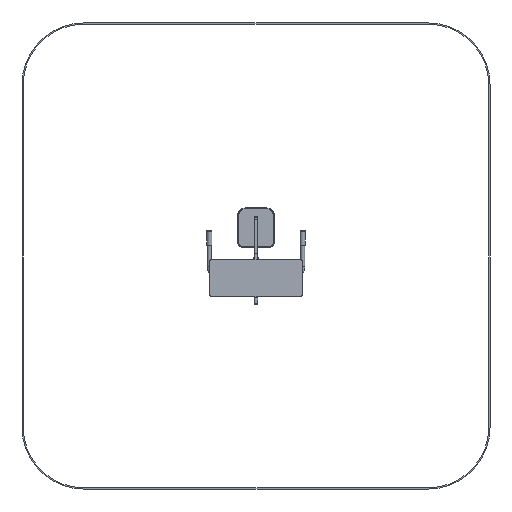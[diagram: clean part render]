
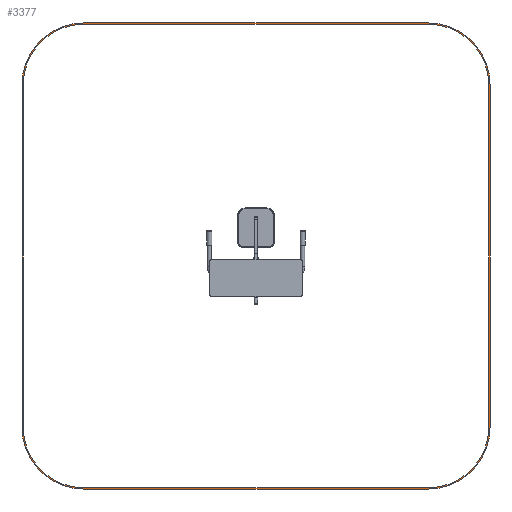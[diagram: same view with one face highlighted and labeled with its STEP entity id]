
A CAD part, front view. The second image highlights one B-rep face of the part: STEP entity #3377.
In plain terms, the highlighted planar face has unit normal (0, -1, 0).
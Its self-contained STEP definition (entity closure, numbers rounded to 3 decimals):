
#3377=ADVANCED_FACE('',(#7932,#7934),#7936,.T.);
#7932=FACE_BOUND('',#7933,.T.);
#7933=EDGE_LOOP('',(#12675,#12676,#12677,#12678,#12679,#12680,#12681,#12682));
#7934=FACE_BOUND('',#7935,.T.);
#7935=EDGE_LOOP('',(#12683,#12684,#12685,#12686,#12687,#12688,#12689,#12690));
#7936=PLANE('',#7937);
#7937=AXIS2_PLACEMENT_3D('',#7938,#7939,#7940);
#7938=CARTESIAN_POINT('',(0.,242.,0.));
#7939=DIRECTION('',(0.,-1.,0.));
#7940=DIRECTION('',(-1.,0.,0.));
#12675=ORIENTED_EDGE('',*,*,#15049,.T.);
#12676=ORIENTED_EDGE('',*,*,#15053,.T.);
#12677=ORIENTED_EDGE('',*,*,#15056,.T.);
#12678=ORIENTED_EDGE('',*,*,#15059,.T.);
#12679=ORIENTED_EDGE('',*,*,#15062,.T.);
#12680=ORIENTED_EDGE('',*,*,#15065,.T.);
#12681=ORIENTED_EDGE('',*,*,#15068,.T.);
#12682=ORIENTED_EDGE('',*,*,#15070,.T.);
#12683=ORIENTED_EDGE('',*,*,#15073,.T.);
#12684=ORIENTED_EDGE('',*,*,#15077,.T.);
#12685=ORIENTED_EDGE('',*,*,#15080,.T.);
#12686=ORIENTED_EDGE('',*,*,#15083,.T.);
#12687=ORIENTED_EDGE('',*,*,#15086,.T.);
#12688=ORIENTED_EDGE('',*,*,#15089,.T.);
#12689=ORIENTED_EDGE('',*,*,#15092,.T.);
#12690=ORIENTED_EDGE('',*,*,#15094,.T.);
#15049=EDGE_CURVE('',#16270,#16268,#16271,.T.);
#15053=EDGE_CURVE('',#16268,#16275,#16277,.T.);
#15056=EDGE_CURVE('',#16275,#16280,#16282,.T.);
#15059=EDGE_CURVE('',#16280,#16285,#16287,.T.);
#15062=EDGE_CURVE('',#16285,#16290,#16292,.T.);
#15065=EDGE_CURVE('',#16290,#16295,#16297,.T.);
#15068=EDGE_CURVE('',#16295,#16300,#16302,.T.);
#15070=EDGE_CURVE('',#16300,#16270,#16304,.T.);
#15073=EDGE_CURVE('',#16310,#16308,#16311,.T.);
#15077=EDGE_CURVE('',#16308,#16315,#16317,.T.);
#15080=EDGE_CURVE('',#16315,#16320,#16322,.T.);
#15083=EDGE_CURVE('',#16320,#16325,#16327,.T.);
#15086=EDGE_CURVE('',#16325,#16330,#16332,.T.);
#15089=EDGE_CURVE('',#16330,#16335,#16337,.T.);
#15092=EDGE_CURVE('',#16335,#16340,#16342,.T.);
#15094=EDGE_CURVE('',#16340,#16310,#16344,.T.);
#16268=VERTEX_POINT('',#18324);
#16270=VERTEX_POINT('',#18328);
#16271=CIRCLE('',#18329,500.);
#16275=VERTEX_POINT('',#18340);
#16277=LINE('',#18344,#18345);
#16280=VERTEX_POINT('',#18352);
#16282=CIRCLE('',#18356,500.);
#16285=VERTEX_POINT('',#18364);
#16287=LINE('',#18368,#18369);
#16290=VERTEX_POINT('',#18376);
#16292=CIRCLE('',#18380,500.);
#16295=VERTEX_POINT('',#18388);
#16297=LINE('',#18392,#18393);
#16300=VERTEX_POINT('',#18400);
#16302=CIRCLE('',#18404,500.);
#16304=LINE('',#18411,#18412);
#16308=VERTEX_POINT('',#18419);
#16310=VERTEX_POINT('',#18423);
#16311=LINE('',#18424,#18425);
#16315=VERTEX_POINT('',#18435);
#16317=CIRCLE('',#18439,490.);
#16320=VERTEX_POINT('',#18447);
#16322=LINE('',#18451,#18452);
#16325=VERTEX_POINT('',#18459);
#16327=CIRCLE('',#18463,490.);
#16330=VERTEX_POINT('',#18471);
#16332=LINE('',#18475,#18476);
#16335=VERTEX_POINT('',#18483);
#16337=CIRCLE('',#18487,490.);
#16340=VERTEX_POINT('',#18495);
#16342=LINE('',#18499,#18500);
#16344=CIRCLE('',#18506,490.);
#18324=CARTESIAN_POINT('',(-2934.517,242.,583.523));
#18328=CARTESIAN_POINT('',(-2434.517,242.,1083.523));
#18329=AXIS2_PLACEMENT_3D('',#18330,#18331,#18332);
#18330=CARTESIAN_POINT('',(-2434.517,242.,583.523));
#18331=DIRECTION('',(0.,-1.,0.));
#18332=DIRECTION('',(0.,0.,1.));
#18340=CARTESIAN_POINT('',(-2934.517,242.,-2196.283));
#18344=CARTESIAN_POINT('',(-2934.517,242.,583.523));
#18345=VECTOR('',#18346,1.);
#18346=DIRECTION('',(0.,0.,-1.));
#18352=CARTESIAN_POINT('',(-2434.517,242.,-2696.283));
#18356=AXIS2_PLACEMENT_3D('',#18357,#18358,#18359);
#18357=CARTESIAN_POINT('',(-2434.517,242.,-2196.283));
#18358=DIRECTION('',(0.,-1.,0.));
#18359=DIRECTION('',(-1.,0.,0.));
#18364=CARTESIAN_POINT('',(361.483,242.,-2696.283));
#18368=CARTESIAN_POINT('',(-2434.517,242.,-2696.283));
#18369=VECTOR('',#18370,1.);
#18370=DIRECTION('',(1.,0.,0.));
#18376=CARTESIAN_POINT('',(861.483,242.,-2196.283));
#18380=AXIS2_PLACEMENT_3D('',#18381,#18382,#18383);
#18381=CARTESIAN_POINT('',(361.483,242.,-2196.283));
#18382=DIRECTION('',(0.,-1.,0.));
#18383=DIRECTION('',(0.,0.,-1.));
#18388=CARTESIAN_POINT('',(861.483,242.,583.523));
#18392=CARTESIAN_POINT('',(861.483,242.,-2196.283));
#18393=VECTOR('',#18394,1.);
#18394=DIRECTION('',(0.,0.,1.));
#18400=CARTESIAN_POINT('',(361.483,242.,1083.523));
#18404=AXIS2_PLACEMENT_3D('',#18405,#18406,#18407);
#18405=CARTESIAN_POINT('',(361.483,242.,583.523));
#18406=DIRECTION('',(0.,-1.,0.));
#18407=DIRECTION('',(1.,0.,0.));
#18411=CARTESIAN_POINT('',(361.483,242.,1083.523));
#18412=VECTOR('',#18413,1.);
#18413=DIRECTION('',(-1.,0.,0.));
#18419=CARTESIAN_POINT('',(361.483,242.,1073.523));
#18423=CARTESIAN_POINT('',(-2434.517,242.,1073.523));
#18424=CARTESIAN_POINT('',(-2434.517,242.,1073.523));
#18425=VECTOR('',#18426,1.);
#18426=DIRECTION('',(1.,0.,0.));
#18435=CARTESIAN_POINT('',(851.483,242.,583.523));
#18439=AXIS2_PLACEMENT_3D('',#18440,#18441,#18442);
#18440=CARTESIAN_POINT('',(361.483,242.,583.523));
#18441=DIRECTION('',(0.,1.,0.));
#18442=DIRECTION('',(0.,0.,1.));
#18447=CARTESIAN_POINT('',(851.483,242.,-2196.283));
#18451=CARTESIAN_POINT('',(851.483,242.,583.523));
#18452=VECTOR('',#18453,1.);
#18453=DIRECTION('',(0.,0.,-1.));
#18459=CARTESIAN_POINT('',(361.483,242.,-2686.283));
#18463=AXIS2_PLACEMENT_3D('',#18464,#18465,#18466);
#18464=CARTESIAN_POINT('',(361.483,242.,-2196.283));
#18465=DIRECTION('',(0.,1.,0.));
#18466=DIRECTION('',(1.,0.,0.));
#18471=CARTESIAN_POINT('',(-2434.517,242.,-2686.283));
#18475=CARTESIAN_POINT('',(361.483,242.,-2686.283));
#18476=VECTOR('',#18477,1.);
#18477=DIRECTION('',(-1.,0.,0.));
#18483=CARTESIAN_POINT('',(-2924.517,242.,-2196.283));
#18487=AXIS2_PLACEMENT_3D('',#18488,#18489,#18490);
#18488=CARTESIAN_POINT('',(-2434.517,242.,-2196.283));
#18489=DIRECTION('',(0.,1.,0.));
#18490=DIRECTION('',(0.,0.,-1.));
#18495=CARTESIAN_POINT('',(-2924.517,242.,583.523));
#18499=CARTESIAN_POINT('',(-2924.517,242.,-2196.283));
#18500=VECTOR('',#18501,1.);
#18501=DIRECTION('',(0.,0.,1.));
#18506=AXIS2_PLACEMENT_3D('',#18507,#18508,#18509);
#18507=CARTESIAN_POINT('',(-2434.517,242.,583.523));
#18508=DIRECTION('',(0.,1.,0.));
#18509=DIRECTION('',(-1.,0.,0.));
